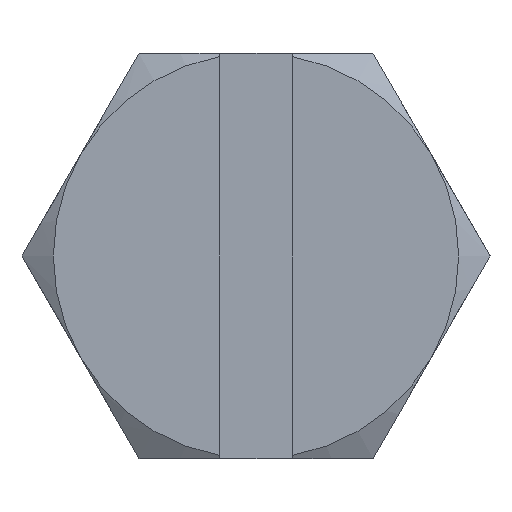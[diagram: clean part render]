
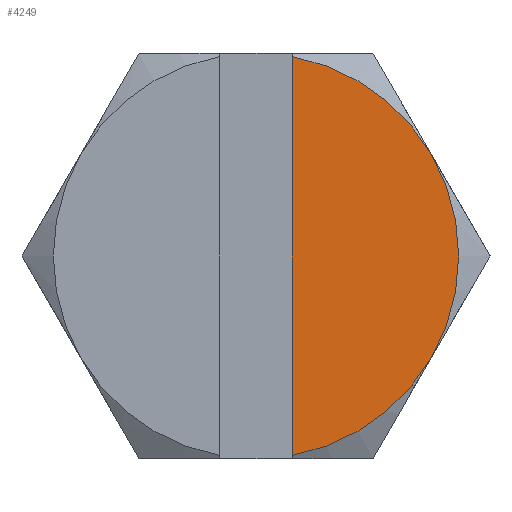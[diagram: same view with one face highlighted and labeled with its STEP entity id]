
A CAD part, left-side view. The second image highlights one B-rep face of the part: STEP entity #4249.
In plain terms, the highlighted planar face has unit normal (-1, 0, 0).
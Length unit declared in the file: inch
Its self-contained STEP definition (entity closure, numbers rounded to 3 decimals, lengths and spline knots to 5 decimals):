
#8 = ORIENTED_EDGE ( 'NONE', *, *, #4464, .F. ) ;
#307 = EDGE_LOOP ( 'NONE', ( #2939, #2899, #2907, #8 ) ) ;
#420 = VERTEX_POINT ( 'NONE', #5243 ) ;
#422 = VERTEX_POINT ( 'NONE', #5240 ) ;
#424 = VERTEX_POINT ( 'NONE', #5238 ) ;
#447 = VERTEX_POINT ( 'NONE', #5283 ) ;
#1365 = CARTESIAN_POINT ( 'NONE',  ( 0., 0., 0. ) ) ;
#1366 = DIRECTION ( 'NONE',  ( 1., 0., 0. ) ) ;
#1367 = DIRECTION ( 'NONE',  ( 0., 0., -1. ) ) ;
#2195 = DIRECTION ( 'NONE',  ( 1., 0., 0. ) ) ;
#2196 = DIRECTION ( 'NONE',  ( 0., 0., -1. ) ) ;
#2230 = CARTESIAN_POINT ( 'NONE',  ( 0., 0.25288, 0. ) ) ;
#2281 = PLANE ( 'NONE',  #5754 ) ;
#2352 = CIRCLE ( 'NONE', #5342, 0.219 ) ;
#2899 = ORIENTED_EDGE ( 'NONE', *, *, #5784, .F. ) ;
#2907 = ORIENTED_EDGE ( 'NONE', *, *, #4444, .F. ) ;
#2939 = ORIENTED_EDGE ( 'NONE', *, *, #4455, .T. ) ;
#4249 = ADVANCED_FACE ( 'NONE', ( #5154 ), #2281, .F. ) ;
#4444 = EDGE_CURVE ( 'NONE', #424, #422, #5208, .T. ) ;
#4455 = EDGE_CURVE ( 'NONE', #420, #447, #5217, .T. ) ;
#4464 = EDGE_CURVE ( 'NONE', #420, #424, #5226, .T. ) ;
#4681 = AXIS2_PLACEMENT_3D ( 'NONE', #4984, #4985, #4986 ) ;
#4687 = AXIS2_PLACEMENT_3D ( 'NONE', #5086, #5087, #5088 ) ;
#4984 = CARTESIAN_POINT ( 'NONE',  ( 0., 0., 0. ) ) ;
#4985 = DIRECTION ( 'NONE',  ( 1., 0., 0. ) ) ;
#4986 = DIRECTION ( 'NONE',  ( 0., 0., -1. ) ) ;
#5038 = CARTESIAN_POINT ( 'NONE',  ( 0., -0.03942, -0.219 ) ) ;
#5040 = DIRECTION ( 'NONE',  ( 0., 0., -1. ) ) ;
#5086 = CARTESIAN_POINT ( 'NONE',  ( 0., 0., 0. ) ) ;
#5087 = DIRECTION ( 'NONE',  ( 1., 0., 0. ) ) ;
#5088 = DIRECTION ( 'NONE',  ( 0., 0., -1. ) ) ;
#5154 = FACE_OUTER_BOUND ( 'NONE', #307, .T. ) ;
#5208 = CIRCLE ( 'NONE', #4681, 0.219 ) ;
#5217 = LINE ( 'NONE', #5038, #5218 ) ;
#5218 = VECTOR ( 'NONE', #5040, 39.37008 ) ;
#5226 = CIRCLE ( 'NONE', #4687, 0.219 ) ;
#5238 = CARTESIAN_POINT ( 'NONE',  ( 0., -0.18966, 0.1095 ) ) ;
#5240 = CARTESIAN_POINT ( 'NONE',  ( 0., -0.18966, -0.1095 ) ) ;
#5243 = CARTESIAN_POINT ( 'NONE',  ( 0., -0.03942, 0.21542 ) ) ;
#5283 = CARTESIAN_POINT ( 'NONE',  ( 0., -0.03942, -0.21542 ) ) ;
#5342 = AXIS2_PLACEMENT_3D ( 'NONE', #1365, #1366, #1367 ) ;
#5754 = AXIS2_PLACEMENT_3D ( 'NONE', #2230, #2195, #2196 ) ;
#5784 = EDGE_CURVE ( 'NONE', #422, #447, #2352, .T. ) ;
